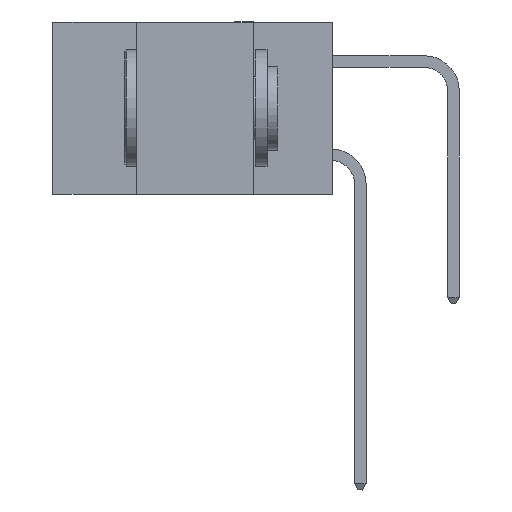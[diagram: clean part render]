
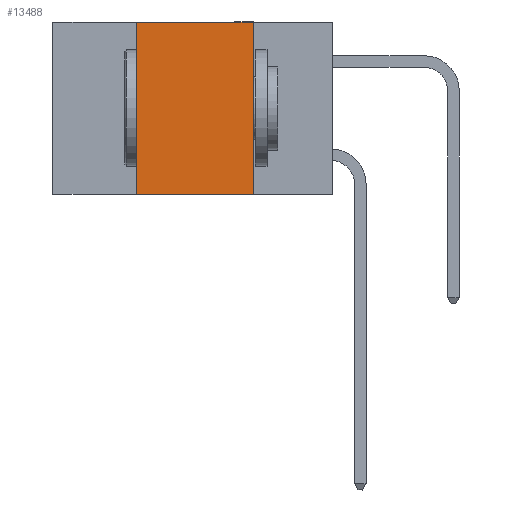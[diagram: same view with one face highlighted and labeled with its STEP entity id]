
A CAD part, left-side view. The second image highlights one B-rep face of the part: STEP entity #13488.
In plain terms, the highlighted planar face has unit normal (-1, 0, 0).
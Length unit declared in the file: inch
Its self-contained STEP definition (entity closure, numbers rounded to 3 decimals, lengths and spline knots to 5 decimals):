
#1078 = VERTEX_POINT ( 'NONE', #10879 ) ;
#1576 = CARTESIAN_POINT ( 'NONE',  ( 0., 0.6, 0. ) ) ;
#1752 = EDGE_CURVE ( 'NONE', #3719, #1078, #13469, .T. ) ;
#2486 = EDGE_CURVE ( 'NONE', #8690, #12064, #10194, .T. ) ;
#2534 = DIRECTION ( 'NONE',  ( 0., -1., 0. ) ) ;
#2571 = DIRECTION ( 'NONE',  ( 0., -1., 0. ) ) ;
#2659 = DIRECTION ( 'NONE',  ( 0., 0., -1. ) ) ;
#3283 = LINE ( 'NONE', #10081, #5798 ) ;
#3719 = VERTEX_POINT ( 'NONE', #10802 ) ;
#3779 = CARTESIAN_POINT ( 'NONE',  ( 0., 0.17, 0. ) ) ;
#4512 = VECTOR ( 'NONE', #10379, 39.37008 ) ;
#5798 = VECTOR ( 'NONE', #2571, 39.37008 ) ;
#6486 = EDGE_CURVE ( 'NONE', #1078, #8690, #6928, .T. ) ;
#6837 = ORIENTED_EDGE ( 'NONE', *, *, #13447, .T. ) ;
#6928 = LINE ( 'NONE', #8996, #12568 ) ;
#7984 = FACE_OUTER_BOUND ( 'NONE', #11819, .T. ) ;
#8206 = VECTOR ( 'NONE', #12877, 39.37008 ) ;
#8610 = ORIENTED_EDGE ( 'NONE', *, *, #6486, .F. ) ;
#8690 = VERTEX_POINT ( 'NONE', #12668 ) ;
#8996 = CARTESIAN_POINT ( 'NONE',  ( 0., 0.6, 0. ) ) ;
#9118 = DIRECTION ( 'NONE',  ( 1., 0., 0. ) ) ;
#10081 = CARTESIAN_POINT ( 'NONE',  ( 0., 0.6, -0.37 ) ) ;
#10194 = LINE ( 'NONE', #3779, #4512 ) ;
#10379 = DIRECTION ( 'NONE',  ( 0., 0., -1. ) ) ;
#10802 = CARTESIAN_POINT ( 'NONE',  ( 0., 0.42, -0.37 ) ) ;
#10879 = CARTESIAN_POINT ( 'NONE',  ( 0., 0.42, 0. ) ) ;
#11104 = ORIENTED_EDGE ( 'NONE', *, *, #2486, .F. ) ;
#11761 = ORIENTED_EDGE ( 'NONE', *, *, #1752, .F. ) ;
#11772 = AXIS2_PLACEMENT_3D ( 'NONE', #1576, #9118, #2659 ) ;
#11819 = EDGE_LOOP ( 'NONE', ( #11104, #8610, #11761, #6837 ) ) ;
#11917 = CARTESIAN_POINT ( 'NONE',  ( 0., 0.17, -0.37 ) ) ;
#12064 = VERTEX_POINT ( 'NONE', #11917 ) ;
#12257 = PLANE ( 'NONE',  #11772 ) ;
#12568 = VECTOR ( 'NONE', #2534, 39.37008 ) ;
#12668 = CARTESIAN_POINT ( 'NONE',  ( 0., 0.17, 0. ) ) ;
#12877 = DIRECTION ( 'NONE',  ( 0., 0., 1. ) ) ;
#13098 = CARTESIAN_POINT ( 'NONE',  ( 0., 0.42, 0. ) ) ;
#13447 = EDGE_CURVE ( 'NONE', #3719, #12064, #3283, .T. ) ;
#13469 = LINE ( 'NONE', #13098, #8206 ) ;
#13488 = ADVANCED_FACE ( 'NONE', ( #7984 ), #12257, .F. ) ;
